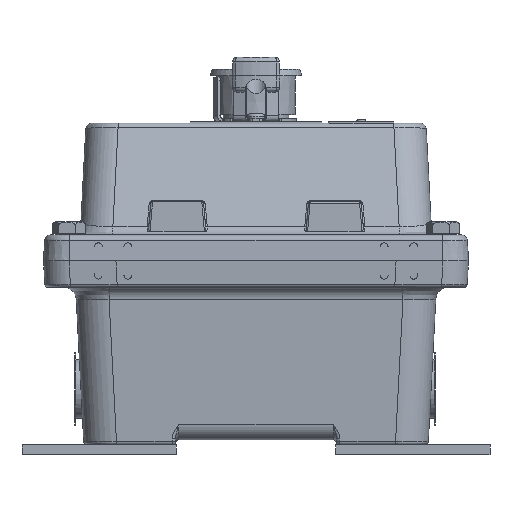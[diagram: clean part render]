
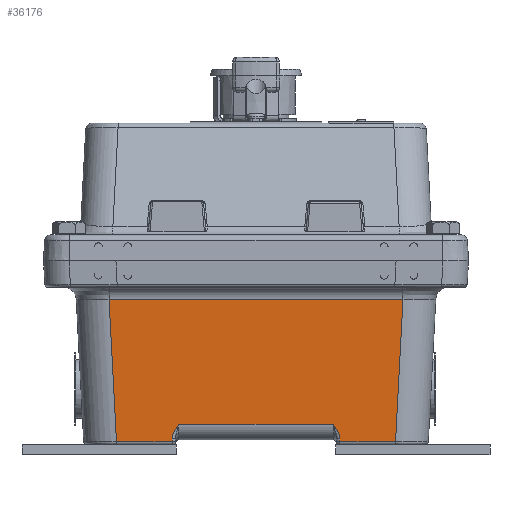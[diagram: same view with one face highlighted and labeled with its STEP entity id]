
A CAD part, left-side view. The second image highlights one B-rep face of the part: STEP entity #36176.
In plain terms, the highlighted planar face has unit normal (-0.999, 0, -0.052).
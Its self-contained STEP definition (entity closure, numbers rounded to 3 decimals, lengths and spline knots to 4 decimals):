
#816=B_SPLINE_CURVE_WITH_KNOTS('',3,(#77565,#77566,#77567,#77568,#77569,
#77570,#77571,#77572,#77573,#77574,#77575,#77576,#77577,#77578,#77579,#77580,
#77581,#77582,#77583,#77584,#77585,#77586,#77587,#77588,#77589,#77590,#77591,
#77592),.UNSPECIFIED.,.F.,.F.,(4,3,3,3,3,3,3,3,3,4),(0.,0.125,
0.25,0.3125,0.375,0.5,
0.6249,0.7499,0.8748,1.),.UNSPECIFIED.);
#817=B_SPLINE_CURVE_WITH_KNOTS('',3,(#77596,#77597,#77598,#77599,#77600,
#77601,#77602,#77603,#77604,#77605,#77606,#77607,#77608,#77609,#77610,#77611,
#77612,#77613,#77614,#77615,#77616,#77617,#77618,#77619,#77620,#77621,#77622,
#77623),.UNSPECIFIED.,.F.,.F.,(4,3,3,3,3,3,3,3,3,4),(0.,0.125,
0.25,0.3125,0.375,0.5,0.6249,0.7499,0.8748,
1.),.UNSPECIFIED.);
#3339=LINE('',#77559,#6831);
#3340=LINE('',#77561,#6832);
#3341=LINE('',#77563,#6833);
#3342=LINE('',#77594,#6834);
#3343=LINE('',#77625,#6835);
#3344=LINE('',#77627,#6836);
#3345=LINE('',#77629,#6837);
#3346=LINE('',#77630,#6838);
#6831=VECTOR('',#46634,2.71);
#6832=VECTOR('',#46635,1.0615);
#6833=VECTOR('',#46636,0.0516);
#6834=VECTOR('',#46637,2.9375);
#6835=VECTOR('',#46638,0.0516);
#6836=VECTOR('',#46639,1.0615);
#6837=VECTOR('',#46640,2.71);
#6838=VECTOR('',#46641,5.5939);
#10046=FACE_OUTER_BOUND('',#12155,.T.);
#12155=EDGE_LOOP('',(#29555,#29556,#29557,#29558,#29559,#29560,#29561,#29562,
#29563,#29564));
#16294=VERTEX_POINT('',#77557);
#16295=VERTEX_POINT('',#77558);
#16296=VERTEX_POINT('',#77560);
#16297=VERTEX_POINT('',#77562);
#16298=VERTEX_POINT('',#77564);
#16299=VERTEX_POINT('',#77593);
#16300=VERTEX_POINT('',#77595);
#16301=VERTEX_POINT('',#77624);
#16302=VERTEX_POINT('',#77626);
#16303=VERTEX_POINT('',#77628);
#20975=EDGE_CURVE('',#16294,#16295,#3339,.F.);
#20976=EDGE_CURVE('',#16295,#16296,#3340,.T.);
#20977=EDGE_CURVE('',#16296,#16297,#3341,.F.);
#20978=EDGE_CURVE('',#16297,#16298,#816,.T.);
#20979=EDGE_CURVE('',#16298,#16299,#3342,.T.);
#20980=EDGE_CURVE('',#16299,#16300,#817,.F.);
#20981=EDGE_CURVE('',#16300,#16301,#3343,.T.);
#20982=EDGE_CURVE('',#16301,#16302,#3344,.F.);
#20983=EDGE_CURVE('',#16302,#16303,#3345,.T.);
#20984=EDGE_CURVE('',#16303,#16294,#3346,.T.);
#29555=ORIENTED_EDGE('',*,*,#20975,.T.);
#29556=ORIENTED_EDGE('',*,*,#20976,.T.);
#29557=ORIENTED_EDGE('',*,*,#20977,.T.);
#29558=ORIENTED_EDGE('',*,*,#20978,.T.);
#29559=ORIENTED_EDGE('',*,*,#20979,.T.);
#29560=ORIENTED_EDGE('',*,*,#20980,.T.);
#29561=ORIENTED_EDGE('',*,*,#20981,.T.);
#29562=ORIENTED_EDGE('',*,*,#20982,.T.);
#29563=ORIENTED_EDGE('',*,*,#20983,.T.);
#29564=ORIENTED_EDGE('',*,*,#20984,.T.);
#34428=PLANE('',#39240);
#36176=ADVANCED_FACE('',(#10046),#34428,.T.);
#39240=AXIS2_PLACEMENT_3D('',#77556,#46632,#46633);
#46632=DIRECTION('center_axis',(-0.999,0.,-0.052));
#46633=DIRECTION('ref_axis',(-0.052,0.,0.999));
#46634=DIRECTION('',(-0.052,0.052,0.997));
#46635=DIRECTION('',(0.,-1.,0.));
#46636=DIRECTION('',(0.052,0.,-0.999));
#46637=DIRECTION('',(0.,-1.,0.));
#46638=DIRECTION('',(0.052,0.,-0.999));
#46639=DIRECTION('',(0.,1.,0.));
#46640=DIRECTION('',(-0.052,-0.052,0.997));
#46641=DIRECTION('',(0.,1.,0.));
#77556=CARTESIAN_POINT('Origin',(0.,3.2813,0.));
#77557=CARTESIAN_POINT('',(-0.1398,6.0782,2.6681));
#77558=CARTESIAN_POINT('',(0.0018,5.9365,-0.0345));
#77559=CARTESIAN_POINT('',(0.0018,5.9365,-0.0345));
#77560=CARTESIAN_POINT('',(0.0018,4.875,-0.0345));
#77561=CARTESIAN_POINT('',(0.0018,5.9365,-0.0345));
#77562=CARTESIAN_POINT('',(-0.0009,4.875,0.017));
#77563=CARTESIAN_POINT('',(-0.0009,4.875,0.017));
#77564=CARTESIAN_POINT('',(-0.0155,4.75,0.2961));
#77565=CARTESIAN_POINT('Ctrl Pts',(-0.0009,4.875,0.017));
#77566=CARTESIAN_POINT('Ctrl Pts',(-0.0016,4.875,
0.0302));
#77567=CARTESIAN_POINT('Ctrl Pts',(-0.0023,4.8739,
0.0431));
#77568=CARTESIAN_POINT('Ctrl Pts',(-0.0029,4.8718,
0.0559));
#77569=CARTESIAN_POINT('Ctrl Pts',(-0.0036,4.8698,
0.0687));
#77570=CARTESIAN_POINT('Ctrl Pts',(-0.0043,4.8668,
0.0814));
#77571=CARTESIAN_POINT('Ctrl Pts',(-0.0049,4.8631,
0.0939));
#77572=CARTESIAN_POINT('Ctrl Pts',(-0.0052,4.8612,
0.1001));
#77573=CARTESIAN_POINT('Ctrl Pts',(-0.0056,4.8592,
0.1064));
#77574=CARTESIAN_POINT('Ctrl Pts',(-0.0059,4.857,
0.1125));
#77575=CARTESIAN_POINT('Ctrl Pts',(-0.0062,4.8548,
0.1186));
#77576=CARTESIAN_POINT('Ctrl Pts',(-0.0065,4.8524,
0.1247));
#77577=CARTESIAN_POINT('Ctrl Pts',(-0.0068,4.8499,
0.1307));
#77578=CARTESIAN_POINT('Ctrl Pts',(-0.0075,4.845,
0.1426));
#77579=CARTESIAN_POINT('Ctrl Pts',(-0.0081,4.8395,
0.1543));
#77580=CARTESIAN_POINT('Ctrl Pts',(-0.0087,4.8336,
0.1658));
#77581=CARTESIAN_POINT('Ctrl Pts',(-0.0093,4.8277,
0.1772));
#77582=CARTESIAN_POINT('Ctrl Pts',(-0.0099,4.8214,
0.1884));
#77583=CARTESIAN_POINT('Ctrl Pts',(-0.0105,4.8148,
0.1995));
#77584=CARTESIAN_POINT('Ctrl Pts',(-0.011,4.8081,
0.2106));
#77585=CARTESIAN_POINT('Ctrl Pts',(-0.0116,4.8012,
0.2215));
#77586=CARTESIAN_POINT('Ctrl Pts',(-0.0122,4.7941,
0.2323));
#77587=CARTESIAN_POINT('Ctrl Pts',(-0.0127,4.787,
0.2431));
#77588=CARTESIAN_POINT('Ctrl Pts',(-0.0133,4.7797,
0.2538));
#77589=CARTESIAN_POINT('Ctrl Pts',(-0.0139,4.7724,
0.2644));
#77590=CARTESIAN_POINT('Ctrl Pts',(-0.0144,4.765,
0.275));
#77591=CARTESIAN_POINT('Ctrl Pts',(-0.015,4.7575,
0.2856));
#77592=CARTESIAN_POINT('Ctrl Pts',(-0.0155,4.75,0.2961));
#77593=CARTESIAN_POINT('',(-0.0155,1.8125,0.2961));
#77594=CARTESIAN_POINT('',(-0.0155,4.75,0.2961));
#77595=CARTESIAN_POINT('',(-0.0009,1.6875,0.017));
#77596=CARTESIAN_POINT('Ctrl Pts',(-0.0009,1.6875,0.017));
#77597=CARTESIAN_POINT('Ctrl Pts',(-0.0016,1.6875,
0.0302));
#77598=CARTESIAN_POINT('Ctrl Pts',(-0.0023,1.6886,
0.0431));
#77599=CARTESIAN_POINT('Ctrl Pts',(-0.0029,1.6907,
0.0559));
#77600=CARTESIAN_POINT('Ctrl Pts',(-0.0036,1.6927,
0.0687));
#77601=CARTESIAN_POINT('Ctrl Pts',(-0.0043,1.6957,
0.0814));
#77602=CARTESIAN_POINT('Ctrl Pts',(-0.0049,1.6994,
0.0939));
#77603=CARTESIAN_POINT('Ctrl Pts',(-0.0052,1.7013,
0.1001));
#77604=CARTESIAN_POINT('Ctrl Pts',(-0.0056,1.7033,
0.1064));
#77605=CARTESIAN_POINT('Ctrl Pts',(-0.0059,1.7055,
0.1125));
#77606=CARTESIAN_POINT('Ctrl Pts',(-0.0062,1.7077,
0.1186));
#77607=CARTESIAN_POINT('Ctrl Pts',(-0.0065,1.7101,
0.1247));
#77608=CARTESIAN_POINT('Ctrl Pts',(-0.0068,1.7126,
0.1307));
#77609=CARTESIAN_POINT('Ctrl Pts',(-0.0075,1.7175,
0.1426));
#77610=CARTESIAN_POINT('Ctrl Pts',(-0.0081,1.723,
0.1543));
#77611=CARTESIAN_POINT('Ctrl Pts',(-0.0087,1.7289,
0.1658));
#77612=CARTESIAN_POINT('Ctrl Pts',(-0.0093,1.7348,
0.1772));
#77613=CARTESIAN_POINT('Ctrl Pts',(-0.0099,1.7411,
0.1884));
#77614=CARTESIAN_POINT('Ctrl Pts',(-0.0105,1.7477,
0.1995));
#77615=CARTESIAN_POINT('Ctrl Pts',(-0.011,1.7544,
0.2106));
#77616=CARTESIAN_POINT('Ctrl Pts',(-0.0116,1.7613,
0.2215));
#77617=CARTESIAN_POINT('Ctrl Pts',(-0.0122,1.7684,
0.2323));
#77618=CARTESIAN_POINT('Ctrl Pts',(-0.0127,1.7755,0.2431));
#77619=CARTESIAN_POINT('Ctrl Pts',(-0.0133,1.7828,
0.2538));
#77620=CARTESIAN_POINT('Ctrl Pts',(-0.0139,1.7901,
0.2644));
#77621=CARTESIAN_POINT('Ctrl Pts',(-0.0144,1.7975,
0.275));
#77622=CARTESIAN_POINT('Ctrl Pts',(-0.015,1.805,
0.2856));
#77623=CARTESIAN_POINT('Ctrl Pts',(-0.0155,1.8125,0.2961));
#77624=CARTESIAN_POINT('',(0.0018,1.6875,-0.0345));
#77625=CARTESIAN_POINT('',(-0.0009,1.6875,0.017));
#77626=CARTESIAN_POINT('',(0.0018,0.626,-0.0345));
#77627=CARTESIAN_POINT('',(0.0018,0.626,-0.0345));
#77628=CARTESIAN_POINT('',(-0.1398,0.4843,2.6681));
#77629=CARTESIAN_POINT('',(0.0018,0.626,-0.0345));
#77630=CARTESIAN_POINT('',(-0.1398,0.4843,2.6681));
